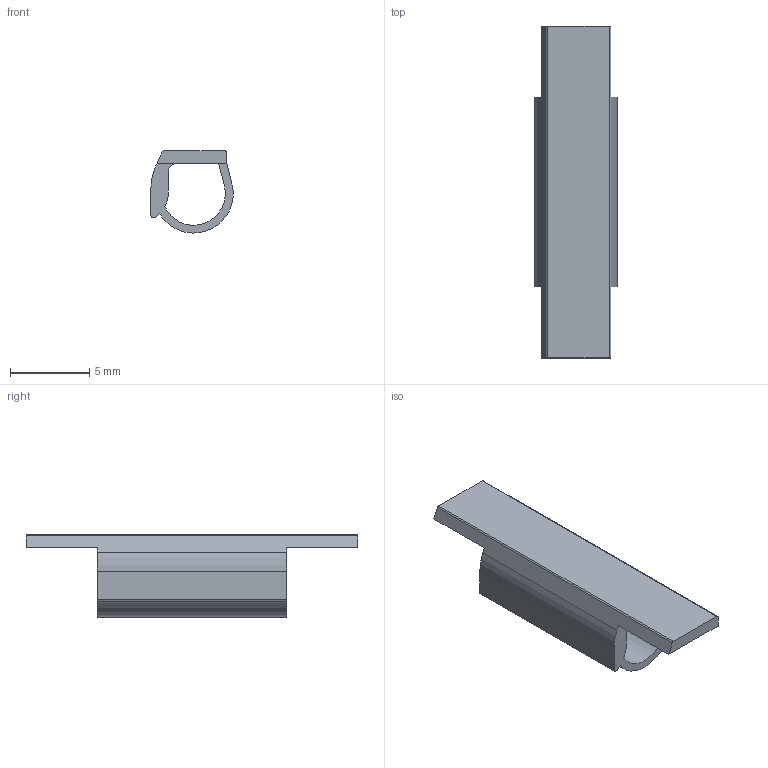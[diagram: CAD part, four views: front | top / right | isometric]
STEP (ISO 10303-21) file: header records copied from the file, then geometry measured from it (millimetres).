
FILE_DESCRIPTION(('CATIA V5 STEP Exchange','CAx-IF Rec.Pracs.--- Model Styling and Organization---1.4--- 2014-01-23'),'2;1');
FILE_NAME ('021245-2_0_1779080003_1779080003.stp','2022-01-17T08:46:41+00:00',('none'),('Weidmueller'),'CATIA Version 5-6 Release 2016 SP3 HF44','CATIA V5 STEP AP214','none');
FILE_SCHEMA(('AUTOMOTIVE_DESIGN { 1 0 10303 214 1 1 1 1 }'));
Length unit declared in the file: millimetre
Products named in the file (1): SFC 1/21
Bounding box: 5.19 x 21 x 5.2 mm (x, y, z)
Volume: 157.2 mm3; surface area: 487.7 mm2
Topology: 1 solids, 1 shells, 23 faces, 67 edges, 44 vertices
Faces by surface type: plane 13, cylinder 10
Entity records: 766 total; most frequent: CARTESIAN_POINT 134, ORIENTED_EDGE 134, DIRECTION 111, EDGE_CURVE 67, VECTOR 47, LINE 47, VERTEX_POINT 44, AXIS2_PLACEMENT_3D 43
